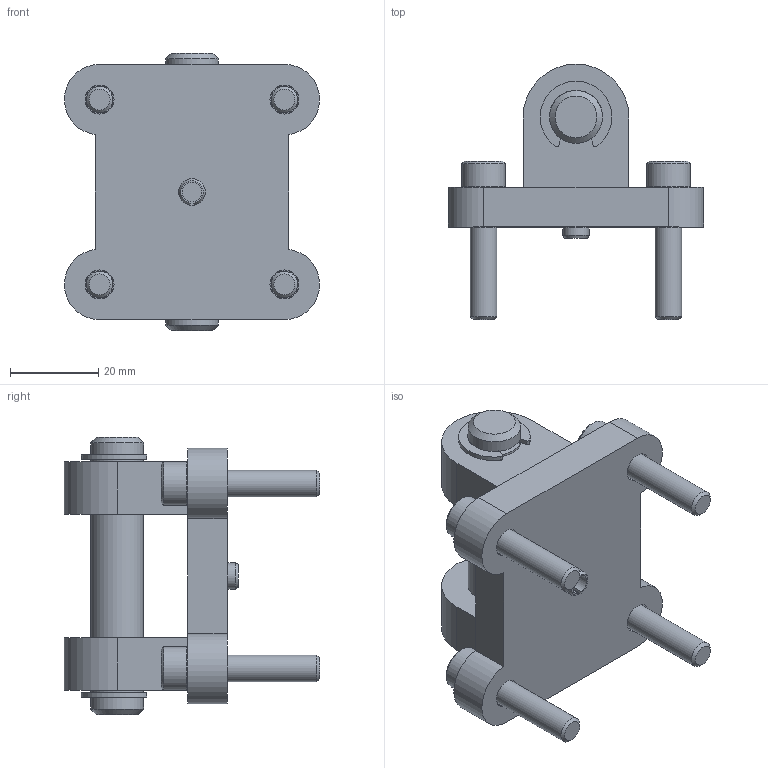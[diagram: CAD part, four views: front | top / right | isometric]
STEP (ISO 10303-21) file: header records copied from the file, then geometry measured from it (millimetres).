
FILE_DESCRIPTION(/* description */ ('STEP AP214'),/* implementation_level */ '2;1');
FILE_NAME(/* name */ '176887_SUA-40-R3',/* time_stamp */ '2024-09-15T14:40:39+02:00',/* author */ ('License CC BY-ND 4.0'),/* organization */ ('CADENAS'),/* preprocessor_version */ 'ST-DEVELOPER v19.3',/* originating_system */ 'PARTsolutions',/* authorisation */ ' ');
FILE_SCHEMA (('AUTOMOTIVE_DESIGN {1 0 10303 214 3 1 1}'));
Length unit declared in the file: millimetre
Products named in the file (6): 176887 SUA-40-R3; 176887 SUA-40-R3---(F); 374751 BZ-12-053,0-AA (63); DIN-6799 8; DIN-912 - M6x30(F); Clamping pin DIN 7346 6x10
Assembly tree (9 placements, depth 2):
  176887 SUA-40-R3
    176887 SUA-40-R3---(F)
    374751 BZ-12-053,0-AA (63)
    DIN-6799 8  x2
    DIN-912 - M6x30(F)  x4
    Clamping pin DIN 7346 6x10
Bounding box: 57.97 x 58 x 63 mm (x, y, z)
Volume: 48700.6 mm3; surface area: 19929.8 mm2
Topology: 9 solids, 9 shells, 213 faces, 464 edges, 280 vertices
Faces by surface type: plane 101, cylinder 64, cone 48
Full cylindrical faces by diameter (mm): 6 x5, 6.6 x4, 8 x2, 10 x4, 12 x5
Entity records: 2977 total; most frequent: DIRECTION 528, CARTESIAN_POINT 490, ORIENTED_EDGE 416, AXIS2_PLACEMENT_3D 213, EDGE_CURVE 208, VERTEX_POINT 145, FACE_BOUND 145, EDGE_LOOP 144
